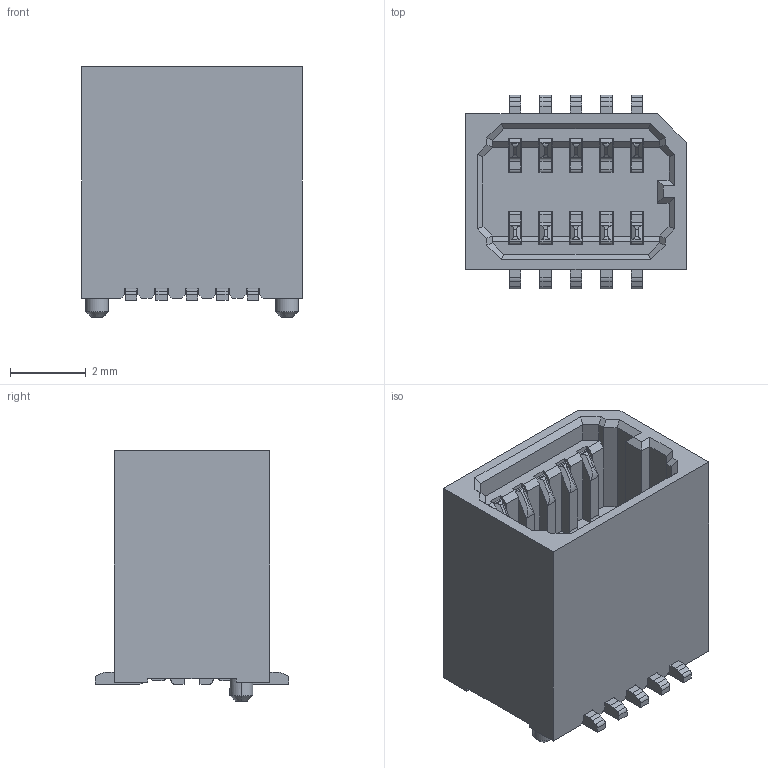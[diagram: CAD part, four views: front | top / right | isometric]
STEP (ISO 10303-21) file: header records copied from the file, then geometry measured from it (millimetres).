
FILE_DESCRIPTION((''),'2;1');
FILE_NAME('PBH-010-H615W-55_8E_ASM','2019-11-04T',('user'),(''),'PRO/ENGINEER BY PARAMETRIC TECHNOLOGY CORPORATION, 2014000','PRO/ENGINEER BY PARAMETRIC TECHNOLOGY CORPORATION, 2014000','');
FILE_SCHEMA(('CONFIG_CONTROL_DESIGN'));
Length unit declared in the file: millimetre
Products named in the file (1): PBH-010-H615W-55_8E_ASM
Bounding box: 5.8 x 5.1 x 6.6 mm (x, y, z)
Volume: 108.9 mm3; surface area: 393.9 mm2
Topology: 1 solids, 1 shells, 590 faces, 1883 edges, 1206 vertices
Faces by surface type: plane 432, cylinder 154, cone 4
Entity records: 20797 total; most frequent: CARTESIAN_POINT 3899, ORIENTED_EDGE 3766, DIRECTION 3299, EDGE_CURVE 1883, VECTOR 1567, LINE 1567, VERTEX_POINT 1206, AXIS2_PLACEMENT_3D 866
